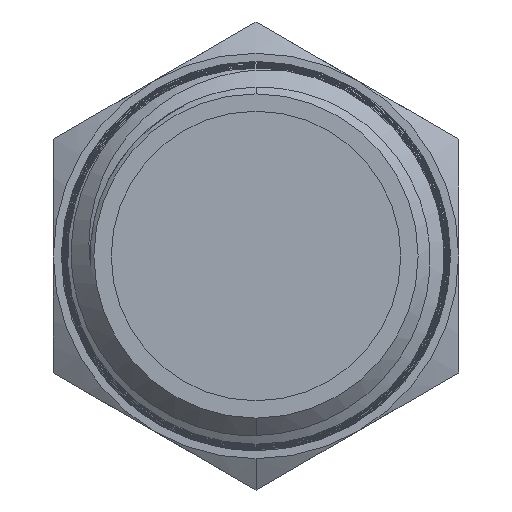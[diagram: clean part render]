
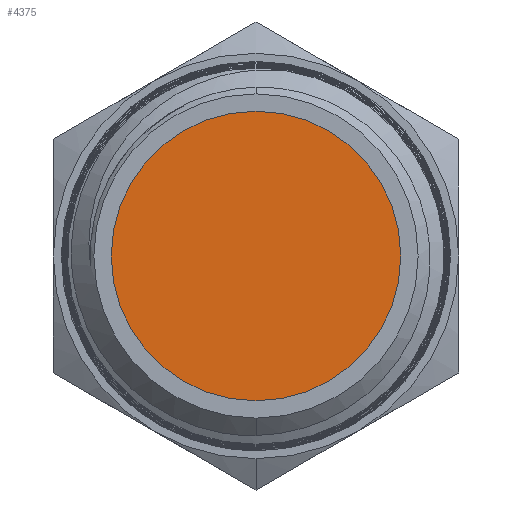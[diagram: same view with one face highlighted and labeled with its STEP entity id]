
A CAD part, front view. The second image highlights one B-rep face of the part: STEP entity #4375.
In plain terms, the highlighted planar face has unit normal (0, -1, 0).
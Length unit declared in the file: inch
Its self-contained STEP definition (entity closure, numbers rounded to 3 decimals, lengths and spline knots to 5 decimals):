
#16 = VERTEX_POINT ( 'NONE', #3062 ) ;
#79 = AXIS2_PLACEMENT_3D ( 'NONE', #108, #2567, #3004 ) ;
#108 = CARTESIAN_POINT ( 'NONE',  ( 0., 0.14583, 0. ) ) ;
#220 = CARTESIAN_POINT ( 'NONE',  ( 0., 0.14583, 0. ) ) ;
#488 = ORIENTED_EDGE ( 'NONE', *, *, #2738, .T. ) ;
#602 = DIRECTION ( 'NONE',  ( 0., -1., 0. ) ) ;
#793 = DIRECTION ( 'NONE',  ( 0., -1., 0. ) ) ;
#1118 = AXIS2_PLACEMENT_3D ( 'NONE', #220, #602, #4017 ) ;
#1411 = AXIS2_PLACEMENT_3D ( 'NONE', #2830, #793, #2228 ) ;
#1820 = CIRCLE ( 'NONE', #79, 0.3125 ) ;
#1862 = ORIENTED_EDGE ( 'NONE', *, *, #3780, .T. ) ;
#2228 = DIRECTION ( 'NONE',  ( 0., 0., -1. ) ) ;
#2567 = DIRECTION ( 'NONE',  ( 0., -1., 0. ) ) ;
#2738 = EDGE_CURVE ( 'NONE', #16, #4030, #1820, .T. ) ;
#2830 = CARTESIAN_POINT ( 'NONE',  ( 0., 0.14583, 0. ) ) ;
#3004 = DIRECTION ( 'NONE',  ( 0., 0., -1. ) ) ;
#3062 = CARTESIAN_POINT ( 'NONE',  ( 0., 0.14583, -0.3125 ) ) ;
#3780 = EDGE_CURVE ( 'NONE', #4030, #16, #4559, .T. ) ;
#4017 = DIRECTION ( 'NONE',  ( 0., 0., -1. ) ) ;
#4030 = VERTEX_POINT ( 'NONE', #6286 ) ;
#4144 = EDGE_LOOP ( 'NONE', ( #488, #1862 ) ) ;
#4375 = ADVANCED_FACE ( 'NONE', ( #5441 ), #5935, .T. ) ;
#4559 = CIRCLE ( 'NONE', #1411, 0.3125 ) ;
#5441 = FACE_OUTER_BOUND ( 'NONE', #4144, .T. ) ;
#5935 = PLANE ( 'NONE',  #1118 ) ;
#6286 = CARTESIAN_POINT ( 'NONE',  ( 0., 0.14583, 0.3125 ) ) ;
